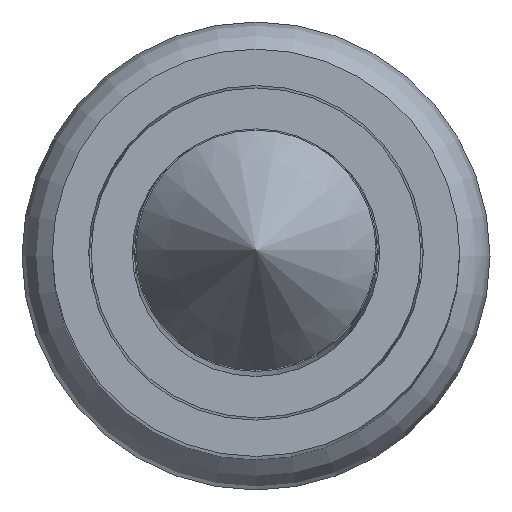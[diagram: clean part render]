
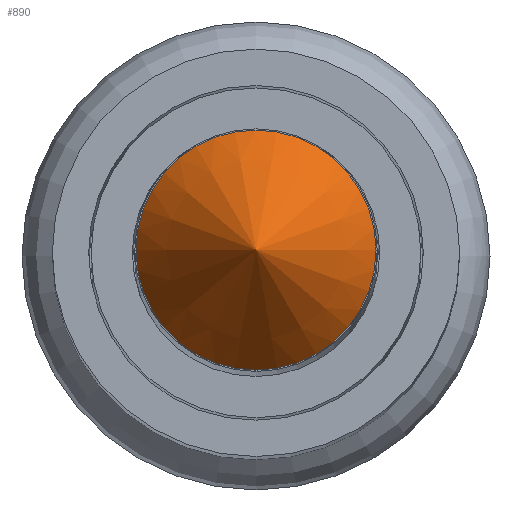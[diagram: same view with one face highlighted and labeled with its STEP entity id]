
A CAD part, top view. The second image highlights one B-rep face of the part: STEP entity #890.
In plain terms, the highlighted conical face has half-angle 35.264 degrees and reference radius 0.495 mm.
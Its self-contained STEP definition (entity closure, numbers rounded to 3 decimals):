
#812 = PLANE('',#813);
#813 = AXIS2_PLACEMENT_3D('',#814,#815,#816);
#814 = CARTESIAN_POINT('',(0.,0.,31.45));
#815 = DIRECTION('',(0.,0.,1.));
#816 = DIRECTION('',(1.,0.,0.));
#862 = EDGE_CURVE('',#863,#863,#865,.T.);
#863 = VERTEX_POINT('',#864);
#864 = CARTESIAN_POINT('',(0.495,0.,31.45));
#865 = SURFACE_CURVE('',#866,(#871,#878),.PCURVE_S1.);
#866 = CIRCLE('',#867,0.495);
#867 = AXIS2_PLACEMENT_3D('',#868,#869,#870);
#868 = CARTESIAN_POINT('',(0.,0.,31.45));
#869 = DIRECTION('',(0.,0.,1.));
#870 = DIRECTION('',(1.,0.,0.));
#871 = PCURVE('',#812,#872);
#872 = DEFINITIONAL_REPRESENTATION('',(#873),#877);
#873 = CIRCLE('',#874,0.495);
#874 = AXIS2_PLACEMENT_2D('',#875,#876);
#875 = CARTESIAN_POINT('',(0.,0.));
#876 = DIRECTION('',(1.,0.));
#877 = ( GEOMETRIC_REPRESENTATION_CONTEXT(2) 
PARAMETRIC_REPRESENTATION_CONTEXT() REPRESENTATION_CONTEXT('2D SPACE',''
  ) );
#878 = PCURVE('',#879,#884);
#879 = CONICAL_SURFACE('',#880,0.495,0.615);
#880 = AXIS2_PLACEMENT_3D('',#881,#882,#883);
#881 = CARTESIAN_POINT('',(0.,0.,31.45));
#882 = DIRECTION('',(-0.,-0.,-1.));
#883 = DIRECTION('',(1.,0.,0.));
#884 = DEFINITIONAL_REPRESENTATION('',(#885),#889);
#885 = LINE('',#886,#887);
#886 = CARTESIAN_POINT('',(-0.,-0.));
#887 = VECTOR('',#888,1.);
#888 = DIRECTION('',(-1.,-0.));
#889 = ( GEOMETRIC_REPRESENTATION_CONTEXT(2) 
PARAMETRIC_REPRESENTATION_CONTEXT() REPRESENTATION_CONTEXT('2D SPACE',''
  ) );
#890 = ADVANCED_FACE('',(#891),#879,.T.);
#891 = FACE_BOUND('',#892,.T.);
#892 = EDGE_LOOP('',(#893,#916,#917));
#893 = ORIENTED_EDGE('',*,*,#894,.F.);
#894 = EDGE_CURVE('',#863,#895,#897,.T.);
#895 = VERTEX_POINT('',#896);
#896 = CARTESIAN_POINT('',(0.,0.,
    32.15));
#897 = SEAM_CURVE('',#898,(#902,#909),.PCURVE_S1.);
#898 = LINE('',#899,#900);
#899 = CARTESIAN_POINT('',(0.495,0.,31.45));
#900 = VECTOR('',#901,1.);
#901 = DIRECTION('',(-0.577,0.,0.816)
  );
#902 = PCURVE('',#879,#903);
#903 = DEFINITIONAL_REPRESENTATION('',(#904),#908);
#904 = LINE('',#905,#906);
#905 = CARTESIAN_POINT('',(-6.283,0.));
#906 = VECTOR('',#907,1.);
#907 = DIRECTION('',(-0.,-1.));
#908 = ( GEOMETRIC_REPRESENTATION_CONTEXT(2) 
PARAMETRIC_REPRESENTATION_CONTEXT() REPRESENTATION_CONTEXT('2D SPACE',''
  ) );
#909 = PCURVE('',#879,#910);
#910 = DEFINITIONAL_REPRESENTATION('',(#911),#915);
#911 = LINE('',#912,#913);
#912 = CARTESIAN_POINT('',(0.,-0.));
#913 = VECTOR('',#914,1.);
#914 = DIRECTION('',(-0.,-1.));
#915 = ( GEOMETRIC_REPRESENTATION_CONTEXT(2) 
PARAMETRIC_REPRESENTATION_CONTEXT() REPRESENTATION_CONTEXT('2D SPACE',''
  ) );
#916 = ORIENTED_EDGE('',*,*,#862,.T.);
#917 = ORIENTED_EDGE('',*,*,#894,.T.);
